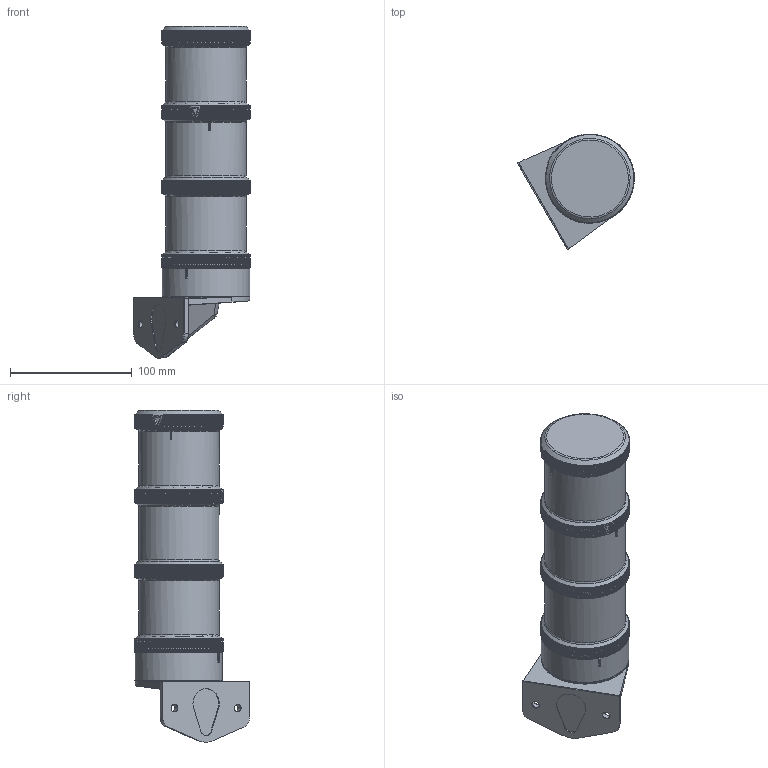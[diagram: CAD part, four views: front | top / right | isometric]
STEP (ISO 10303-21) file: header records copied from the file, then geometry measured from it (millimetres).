
FILE_DESCRIPTION(/* description */ (''),/* implementation_level */ '2;1');
FILE_NAME(/* name */ 'XMV 3 XDC.stp',/* time_stamp */ '2015-07-06T15:24:40+02:00',/* author */ (''),/* organization */ (''),/* preprocessor_version */ 'ST-DEVELOPER v11',/* originating_system */ 'SIEMENS PLM Software NX 7.5',/* authorisation */ '');
FILE_SCHEMA (('AUTOMOTIVE_DESIGN { 1 0 10303 214 1 1 1 1 }'));
Products named in the file (1): m.neA5972hsd
Bounding box: 96.35 x 94.74 x 272.87 mm (x, y, z)
Volume: 1016132.6 mm3; surface area: 122595.8 mm2
Topology: 6 solids, 10 shells, 3778 faces, 9499 edges, 5714 vertices
Faces by surface type: plane 2371, cylinder 681, cone 333, bspline 240, torus 77, sphere 59, extrusion 17
Full cylindrical faces by diameter (mm): 3.1 x2, 3.2 x4, 6.5 x2, 7.6 x2, 8.5 x2, 62.6 x1, 63.7 x2, 65.1 x1, 66.2 x3, 70 x3, 70.2 x3, 72 x2
Entity records: 126654 total; most frequent: CARTESIAN_POINT 40780, ORIENTED_EDGE 18664, DIRECTION 16837, EDGE_CURVE 9332, AXIS2_PLACEMENT_3D 6424, VERTEX_POINT 5677, VECTOR 3989, LINE 3972
